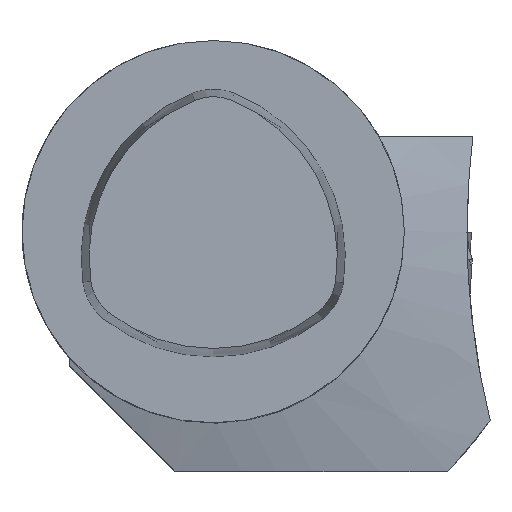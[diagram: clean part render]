
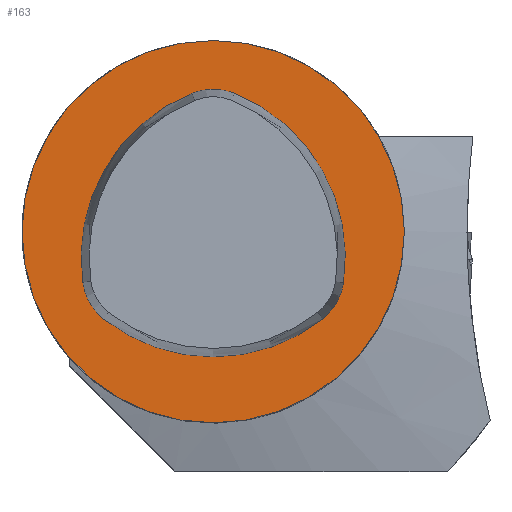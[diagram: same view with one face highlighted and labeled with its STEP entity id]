
A CAD part, top view. The second image highlights one B-rep face of the part: STEP entity #163.
In plain terms, the highlighted planar face has unit normal (0, 0, 1).
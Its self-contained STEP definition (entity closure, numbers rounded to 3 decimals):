
#76=CIRCLE('',#1872,20.);
#163=ADVANCED_FACE('',(#330),#256,.T.);
#256=PLANE('',#1883);
#330=FACE_OUTER_BOUND('',#433,.T.);
#433=EDGE_LOOP('',(#947));
#947=ORIENTED_EDGE('',*,*,#1587,.T.);
#1402=VERTEX_POINT('',#2758);
#1587=EDGE_CURVE('',#1402,#1402,#76,.T.);
#1872=AXIS2_PLACEMENT_3D('',#2757,#2140,#2141);
#1883=AXIS2_PLACEMENT_3D('',#2814,#2168,#2169);
#2140=DIRECTION('',(0.,0.,1.));
#2141=DIRECTION('',(-1.,0.,0.));
#2168=DIRECTION('',(0.,0.,1.));
#2169=DIRECTION('',(-1.,0.,0.));
#2757=CARTESIAN_POINT('',(0.,0.,0.));
#2758=CARTESIAN_POINT('',(-20.,0.,0.));
#2814=CARTESIAN_POINT('',(0.,0.,0.));
